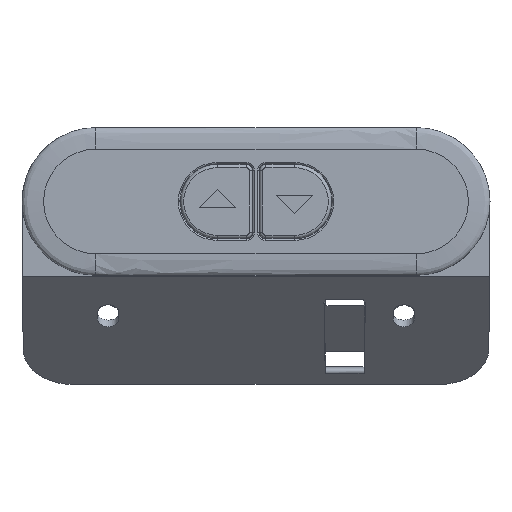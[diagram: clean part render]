
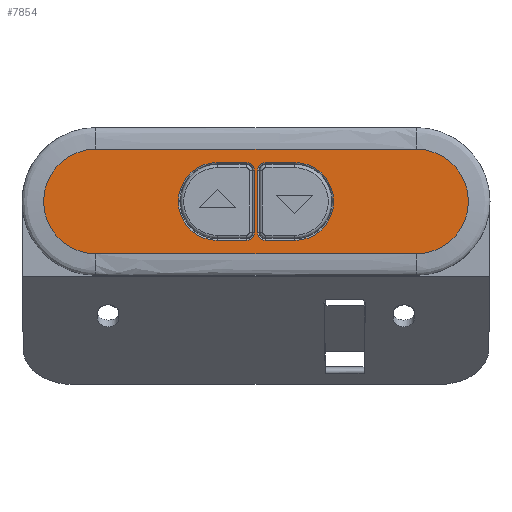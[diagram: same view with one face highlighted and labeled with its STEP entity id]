
A CAD part, top view. The second image highlights one B-rep face of the part: STEP entity #7854.
In plain terms, the highlighted planar face has unit normal (0, 0, 1).
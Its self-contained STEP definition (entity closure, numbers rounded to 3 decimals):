
#306=CARTESIAN_POINT('',(26.,0.,1.5));
#307=DIRECTION('',(0.,0.,1.));
#308=DIRECTION('',(0.,-1.,0.));
#309=AXIS2_PLACEMENT_3D('',#306,#307,#308);
#314=DIRECTION('',(1.,0.,0.));
#315=VECTOR('',#314,52.);
#316=CARTESIAN_POINT('',(-26.,-8.491,1.5));
#317=LINE('',#316,#315);
#321=CARTESIAN_POINT('',(-26.,0.,1.5));
#322=DIRECTION('',(0.,0.,1.));
#323=DIRECTION('',(0.,1.,0.));
#324=AXIS2_PLACEMENT_3D('',#321,#322,#323);
#329=DIRECTION('',(-1.,0.,0.));
#330=VECTOR('',#329,52.);
#331=CARTESIAN_POINT('',(26.,8.491,1.5));
#332=LINE('',#331,#330);
#336=CARTESIAN_POINT('',(6.3,0.,1.5));
#337=DIRECTION('',(0.,0.,-1.));
#338=DIRECTION('',(0.,1.,0.));
#339=AXIS2_PLACEMENT_3D('',#336,#337,#338);
#344=DIRECTION('',(1.,0.,0.));
#345=VECTOR('',#344,4.8);
#346=CARTESIAN_POINT('',(1.5,6.318,1.5));
#347=LINE('',#346,#345);
#351=CARTESIAN_POINT('',(1.5,5.1,1.5));
#352=DIRECTION('',(0.,0.,-1.));
#353=DIRECTION('',(-1.,0.,0.));
#354=AXIS2_PLACEMENT_3D('',#351,#352,#353);
#359=DIRECTION('',(0.,1.,0.));
#360=VECTOR('',#359,10.2);
#361=CARTESIAN_POINT('',(0.282,-5.1,1.5));
#362=LINE('',#361,#360);
#366=CARTESIAN_POINT('',(1.5,-5.1,1.5));
#367=DIRECTION('',(0.,0.,-1.));
#368=DIRECTION('',(0.,-1.,0.));
#369=AXIS2_PLACEMENT_3D('',#366,#367,#368);
#374=DIRECTION('',(-1.,0.,0.));
#375=VECTOR('',#374,4.8);
#376=CARTESIAN_POINT('',(6.3,-6.318,1.5));
#377=LINE('',#376,#375);
#381=CARTESIAN_POINT('',(-1.5,5.1,1.5));
#382=DIRECTION('',(0.,0.,-1.));
#383=DIRECTION('',(0.,1.,0.));
#384=AXIS2_PLACEMENT_3D('',#381,#382,#383);
#389=DIRECTION('',(1.,0.,0.));
#390=VECTOR('',#389,4.8);
#391=CARTESIAN_POINT('',(-6.3,6.318,1.5));
#392=LINE('',#391,#390);
#396=CARTESIAN_POINT('',(-6.3,0.,1.5));
#397=DIRECTION('',(0.,0.,-1.));
#398=DIRECTION('',(0.,-1.,0.));
#399=AXIS2_PLACEMENT_3D('',#396,#397,#398);
#404=DIRECTION('',(-1.,0.,0.));
#405=VECTOR('',#404,4.8);
#406=CARTESIAN_POINT('',(-1.5,-6.318,1.5));
#407=LINE('',#406,#405);
#411=CARTESIAN_POINT('',(-1.5,-5.1,1.5));
#412=DIRECTION('',(0.,0.,-1.));
#413=DIRECTION('',(1.,0.,0.));
#414=AXIS2_PLACEMENT_3D('',#411,#412,#413);
#419=DIRECTION('',(0.,-1.,0.));
#420=VECTOR('',#419,10.2);
#421=CARTESIAN_POINT('',(-0.282,5.1,1.5));
#422=LINE('',#421,#420);
#7090=CARTESIAN_POINT('',(26.,-8.491,1.5));
#7091=CARTESIAN_POINT('',(26.,8.491,1.5));
#7092=VERTEX_POINT('',#7090);
#7093=VERTEX_POINT('',#7091);
#7098=CARTESIAN_POINT('',(-26.,8.491,1.5));
#7099=VERTEX_POINT('',#7098);
#7102=CARTESIAN_POINT('',(-26.,-8.491,1.5));
#7103=VERTEX_POINT('',#7102);
#7138=CARTESIAN_POINT('',(6.3,6.318,1.5));
#7139=CARTESIAN_POINT('',(6.3,-6.318,1.5));
#7140=VERTEX_POINT('',#7138);
#7141=VERTEX_POINT('',#7139);
#7146=CARTESIAN_POINT('',(1.5,-6.318,1.5));
#7147=VERTEX_POINT('',#7146);
#7150=CARTESIAN_POINT('',(0.282,-5.1,1.5));
#7151=VERTEX_POINT('',#7150);
#7154=CARTESIAN_POINT('',(0.282,5.1,1.5));
#7155=VERTEX_POINT('',#7154);
#7158=CARTESIAN_POINT('',(1.5,6.318,1.5));
#7159=VERTEX_POINT('',#7158);
#7162=CARTESIAN_POINT('',(-1.5,6.318,1.5));
#7163=CARTESIAN_POINT('',(-0.282,5.1,1.5));
#7164=VERTEX_POINT('',#7162);
#7165=VERTEX_POINT('',#7163);
#7170=CARTESIAN_POINT('',(-0.282,-5.1,1.5));
#7171=VERTEX_POINT('',#7170);
#7174=CARTESIAN_POINT('',(-1.5,-6.318,1.5));
#7175=VERTEX_POINT('',#7174);
#7178=CARTESIAN_POINT('',(-6.3,-6.318,1.5));
#7179=VERTEX_POINT('',#7178);
#7182=CARTESIAN_POINT('',(-6.3,6.318,1.5));
#7183=VERTEX_POINT('',#7182);
#7812=CARTESIAN_POINT('',(0.,0.,1.5));
#7813=DIRECTION('',(0.,0.,1.));
#7814=DIRECTION('',(1.,0.,0.));
#7815=AXIS2_PLACEMENT_3D('',#7812,#7813,#7814);
#7816=PLANE('',#7815);
#7818=ORIENTED_EDGE('',*,*,#7817,.F.);
#7820=ORIENTED_EDGE('',*,*,#7819,.F.);
#7822=ORIENTED_EDGE('',*,*,#7821,.F.);
#7824=ORIENTED_EDGE('',*,*,#7823,.F.);
#7825=EDGE_LOOP('',(#7818,#7820,#7822,#7824));
#7826=FACE_OUTER_BOUND('',#7825,.F.);
#7828=ORIENTED_EDGE('',*,*,#7827,.F.);
#7830=ORIENTED_EDGE('',*,*,#7829,.F.);
#7831=ORIENTED_EDGE('',*,*,#7795,.F.);
#7833=ORIENTED_EDGE('',*,*,#7832,.F.);
#7835=ORIENTED_EDGE('',*,*,#7834,.F.);
#7837=ORIENTED_EDGE('',*,*,#7836,.F.);
#7838=EDGE_LOOP('',(#7828,#7830,#7831,#7833,#7835,#7837));
#7839=FACE_BOUND('',#7838,.F.);
#7841=ORIENTED_EDGE('',*,*,#7840,.F.);
#7843=ORIENTED_EDGE('',*,*,#7842,.F.);
#7845=ORIENTED_EDGE('',*,*,#7844,.F.);
#7847=ORIENTED_EDGE('',*,*,#7846,.F.);
#7849=ORIENTED_EDGE('',*,*,#7848,.F.);
#7851=ORIENTED_EDGE('',*,*,#7850,.F.);
#7852=EDGE_LOOP('',(#7841,#7843,#7845,#7847,#7849,#7851));
#7853=FACE_BOUND('',#7852,.F.);
#310=CIRCLE('',#309,8.491);
#325=CIRCLE('',#324,8.491);
#340=CIRCLE('',#339,6.318);
#355=CIRCLE('',#354,1.218);
#370=CIRCLE('',#369,1.218);
#385=CIRCLE('',#384,1.218);
#400=CIRCLE('',#399,6.318);
#415=CIRCLE('',#414,1.218);
#7795=EDGE_CURVE('',#7155,#7159,#355,.T.);
#7817=EDGE_CURVE('',#7092,#7093,#310,.T.);
#7819=EDGE_CURVE('',#7103,#7092,#317,.T.);
#7821=EDGE_CURVE('',#7099,#7103,#325,.T.);
#7823=EDGE_CURVE('',#7093,#7099,#332,.T.);
#7827=EDGE_CURVE('',#7140,#7141,#340,.T.);
#7829=EDGE_CURVE('',#7159,#7140,#347,.T.);
#7832=EDGE_CURVE('',#7151,#7155,#362,.T.);
#7834=EDGE_CURVE('',#7147,#7151,#370,.T.);
#7836=EDGE_CURVE('',#7141,#7147,#377,.T.);
#7840=EDGE_CURVE('',#7164,#7165,#385,.T.);
#7842=EDGE_CURVE('',#7183,#7164,#392,.T.);
#7844=EDGE_CURVE('',#7179,#7183,#400,.T.);
#7846=EDGE_CURVE('',#7175,#7179,#407,.T.);
#7848=EDGE_CURVE('',#7171,#7175,#415,.T.);
#7850=EDGE_CURVE('',#7165,#7171,#422,.T.);
#7854=ADVANCED_FACE('',(#7826,#7839,#7853),#7816,.T.);
